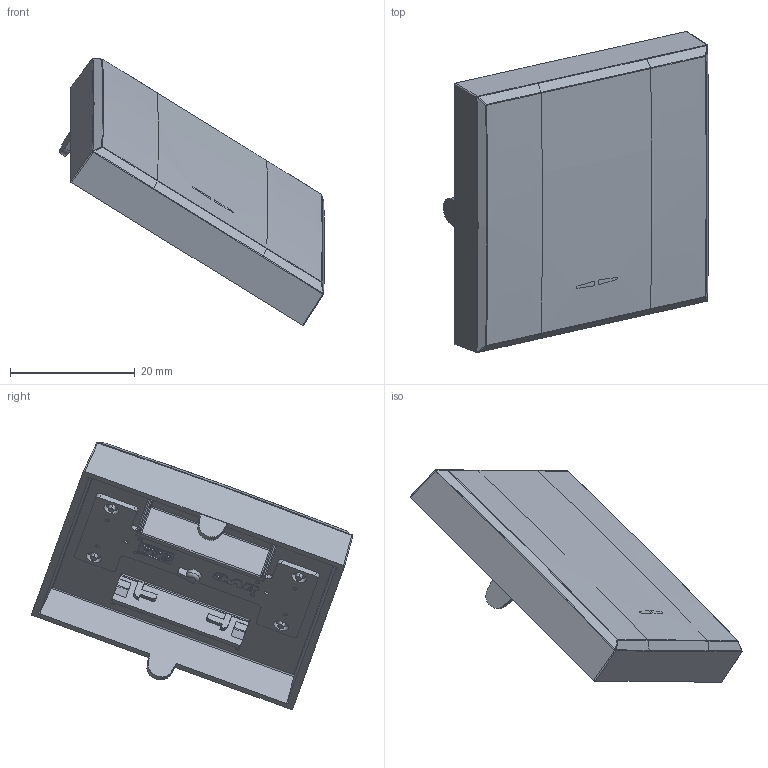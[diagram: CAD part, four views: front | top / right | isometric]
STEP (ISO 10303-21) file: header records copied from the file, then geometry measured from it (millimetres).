
FILE_DESCRIPTION(('CATIA V5 STEP Exchange'),'2;1');
FILE_NAME('445T-2.stp','2023-09-25T09:53:09+00:00',('none'),('none'),'CATIA Version 5-6 Release 2016 SP6','CATIA V5 STEP AP203','none');
FILE_SCHEMA(('CONFIG_CONTROL_DESIGN'));
Length unit declared in the file: millimetre
Products named in the file (1): 445T-2
Assembly tree (2 placements, depth 2):
  445T-2
    #57
    #101
Bounding box: 42.57 x 51.57 x 42.9 mm (x, y, z)
Volume: 5586 mm3; surface area: 7875.7 mm2
Topology: 2 solids, 2 shells, 479 faces, 1261 edges, 790 vertices
Faces by surface type: plane 205, cylinder 140, bspline 46, cone 41, sphere 24, extrusion 22, torus 1
Entity records: 19167 total; most frequent: CARTESIAN_POINT 8563, ORIENTED_EDGE 2462, DIRECTION 1579, EDGE_CURVE 1231, VERTEX_POINT 786, VECTOR 660, LINE 638, AXIS2_PLACEMENT_3D 589
